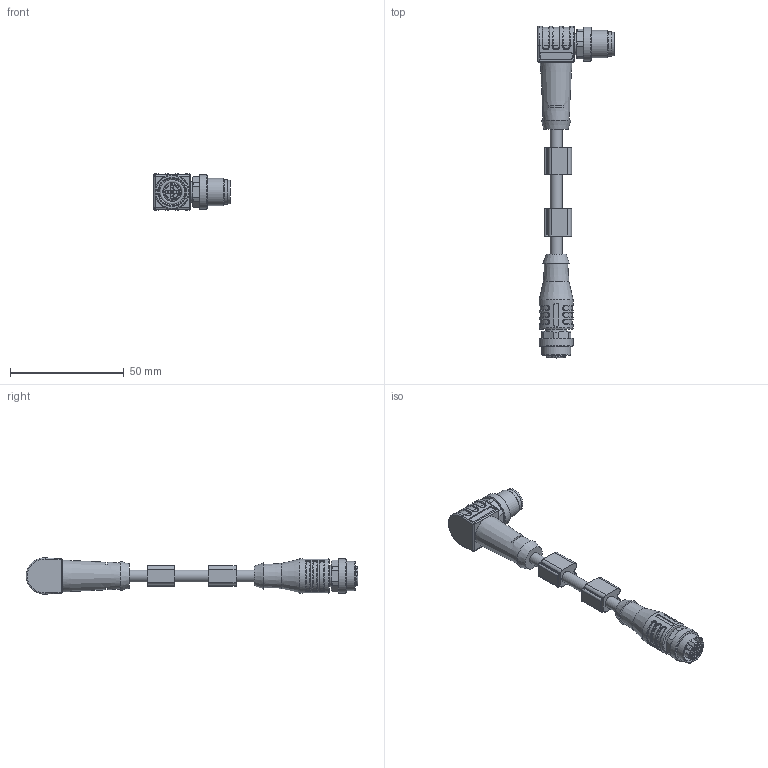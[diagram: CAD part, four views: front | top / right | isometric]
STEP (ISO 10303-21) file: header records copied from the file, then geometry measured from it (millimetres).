
FILE_DESCRIPTION(/* description */ (''),/* implementation_level */ '2;1');
FILE_NAME(/* name */ 'IE-WAKSY4-m-IE-WWASSY4.stp',/* time_stamp */ '2018-07-16T10:55:21+02:00',/* author */ (''),/* organization */ (''),/* preprocessor_version */ 'ST-DEVELOPER v16',/* originating_system */ 'SIEMENS PLM Software NX 10.0',/* authorisation */ '');
FILE_SCHEMA (('AUTOMOTIVE_DESIGN { 1 0 10303 214 3 1 1 1 }'));
Length unit declared in the file: millimetre
Products named in the file (1): IE-WAKSY4-m-IE-WWASSY4
Bounding box: 33.5 x 146.17 x 15.97 mm (x, y, z)
Volume: 17357.6 mm3; surface area: 8846.5 mm2
Topology: 1 solids, 1 shells, 629 faces, 1583 edges, 1003 vertices
Faces by surface type: plane 223, cylinder 213, bspline 74, extrusion 50, torus 31, cone 30, sphere 8
Full cylindrical faces by diameter (mm): 1 x4, 1.15 x4, 5.2 x3, 8.3 x1, 9.3 x2, 10.5 x1, 10.8 x1, 10.95 x1, 12 x1, 12.3 x1, 12.8 x1, 15 x3
Entity records: 20573 total; most frequent: CARTESIAN_POINT 6750, ORIENTED_EDGE 2994, DIRECTION 2633, EDGE_CURVE 1497, AXIS2_PLACEMENT_3D 996, VERTEX_POINT 974, EDGE_LOOP 737, VECTOR 641
